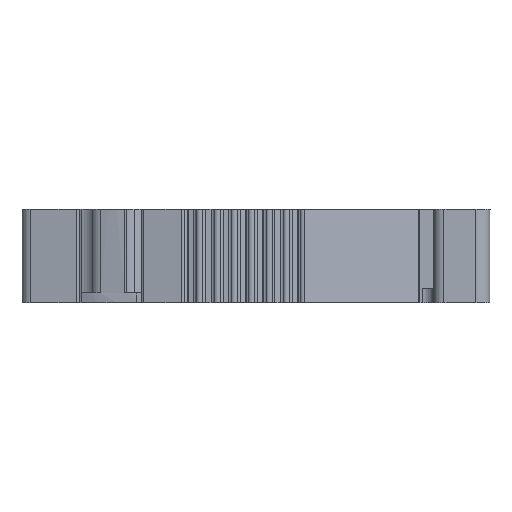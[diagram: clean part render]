
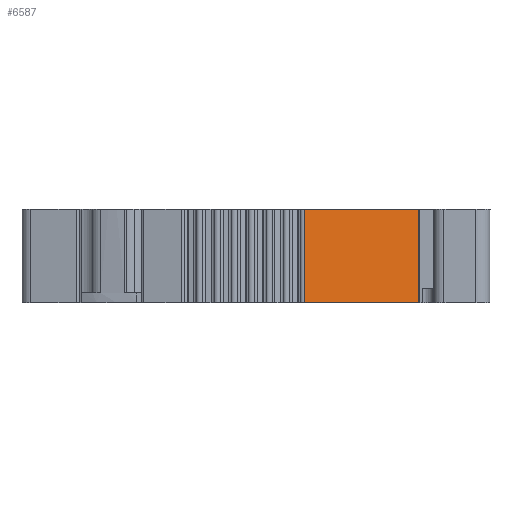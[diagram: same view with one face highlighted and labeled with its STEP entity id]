
A CAD part, left-side view. The second image highlights one B-rep face of the part: STEP entity #6587.
In plain terms, the highlighted planar face has unit normal (-0.976, -0.216, 0).
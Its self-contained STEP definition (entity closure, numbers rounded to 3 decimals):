
#232 = AXIS2_PLACEMENT_3D ( 'NONE', #8759, #8778, #8761 ) ;
#3587 = VECTOR ( 'NONE', #11021, 1000. ) ;
#3599 = VECTOR ( 'NONE', #11185, 1000. ) ;
#3706 = VECTOR ( 'NONE', #11355, 1000. ) ;
#4554 = EDGE_LOOP ( 'NONE', ( #10379, #10338, #9964, #9980 ) ) ;
#4908 = EDGE_CURVE ( 'NONE', #10577, #10582, #12153, .T. ) ;
#4962 = EDGE_CURVE ( 'NONE', #10619, #10609, #11047, .T. ) ;
#5042 = EDGE_CURVE ( 'NONE', #10577, #10619, #11213, .T. ) ;
#5159 = EDGE_CURVE ( 'NONE', #10609, #10582, #11354, .T. ) ;
#6587 = ADVANCED_FACE ( 'NONE', ( #8796 ), #8809, .T. ) ;
#7843 = CARTESIAN_POINT ( 'NONE',  ( 1911.308, 492.717, -3.3 ) ) ;
#7847 = CARTESIAN_POINT ( 'NONE',  ( 1911.308, 492.717, 3.3 ) ) ;
#7862 = CARTESIAN_POINT ( 'NONE',  ( 1909.523, 500.767, -3.3 ) ) ;
#7869 = CARTESIAN_POINT ( 'NONE',  ( 1909.523, 500.767, 3.3 ) ) ;
#8454 = VECTOR ( 'NONE', #12171, 1000. ) ;
#8759 = CARTESIAN_POINT ( 'NONE',  ( 1911.308, 492.717, 64.803 ) ) ;
#8761 = DIRECTION ( 'NONE',  ( 0.216, -0.976, 0. ) ) ;
#8778 = DIRECTION ( 'NONE',  ( -0.976, -0.216, 0. ) ) ;
#8796 = FACE_OUTER_BOUND ( 'NONE', #4554, .T. ) ;
#8809 = PLANE ( 'NONE',  #232 ) ;
#9964 = ORIENTED_EDGE ( 'NONE', *, *, #5159, .F. ) ;
#9980 = ORIENTED_EDGE ( 'NONE', *, *, #4962, .F. ) ;
#10338 = ORIENTED_EDGE ( 'NONE', *, *, #4908, .T. ) ;
#10379 = ORIENTED_EDGE ( 'NONE', *, *, #5042, .F. ) ;
#10577 = VERTEX_POINT ( 'NONE', #7847 ) ;
#10582 = VERTEX_POINT ( 'NONE', #7869 ) ;
#10609 = VERTEX_POINT ( 'NONE', #7862 ) ;
#10619 = VERTEX_POINT ( 'NONE', #7843 ) ;
#11021 = DIRECTION ( 'NONE',  ( -0.216, 0.976, 0. ) ) ;
#11047 = LINE ( 'NONE', #11061, #3587 ) ;
#11061 = CARTESIAN_POINT ( 'NONE',  ( 1911.308, 492.717, -3.3 ) ) ;
#11185 = DIRECTION ( 'NONE',  ( 0., 0., -1. ) ) ;
#11207 = CARTESIAN_POINT ( 'NONE',  ( 1911.308, 492.717, 64.803 ) ) ;
#11213 = LINE ( 'NONE', #11207, #3599 ) ;
#11354 = LINE ( 'NONE', #11387, #3706 ) ;
#11355 = DIRECTION ( 'NONE',  ( 0., 0., 1. ) ) ;
#11387 = CARTESIAN_POINT ( 'NONE',  ( 1909.523, 500.767, -17.4 ) ) ;
#12153 = LINE ( 'NONE', #12183, #8454 ) ;
#12171 = DIRECTION ( 'NONE',  ( -0.216, 0.976, 0. ) ) ;
#12183 = CARTESIAN_POINT ( 'NONE',  ( 1911.308, 492.717, 3.3 ) ) ;
